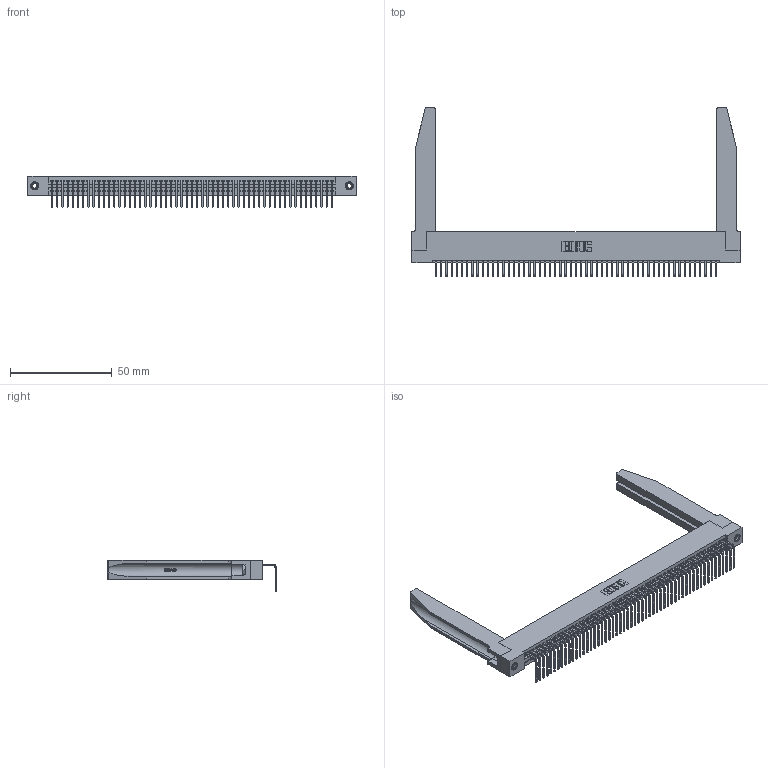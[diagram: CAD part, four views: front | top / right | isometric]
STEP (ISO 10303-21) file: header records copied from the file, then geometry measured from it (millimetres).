
FILE_DESCRIPTION (( 'STEP AP203' ), '1' );
FILE_NAME ('395-055-558-178.STEP', '2019-10-11T14:55:31', ( '' ), ( '' ), 'SwSTEP 2.0', 'SolidWorks 2016', '' );
FILE_SCHEMA (( 'CONFIG_CONTROL_DESIGN' ));
Length unit declared in the file: inch
Products named in the file (5): 345-220-078_345-220-078; 395-055-558-178; 345 Part_Flush Mounting Lugs - 0.156 Dia-TH; 345-292-001_558 Tail - 2; 345-250-001_345-250-001-102
Assembly tree (60 placements, depth 2):
  395-055-558-178
    345 Part_Flush Mounting Lugs - 0.156 Dia-TH
    345-292-001_558 Tail - 2  x55
    345-250-001_345-250-001-102  x2
    345-220-078_345-220-078  x2
Bounding box: 160.93 x 82.79 x 15.37 mm (x, y, z)
Volume: 23345.9 mm3; surface area: 28797.4 mm2
Topology: 60 solids, 60 shells, 3660 faces, 10959 edges, 7222 vertices
Faces by surface type: plane 2532, cylinder 1076, bspline 36, cone 12, torus 4
Entity records: 44468 total; most frequent: CARTESIAN_POINT 8600, ORIENTED_EDGE 7486, DIRECTION 6499, EDGE_CURVE 3743, LINE 3297, VECTOR 3297, VERTEX_POINT 2488, AXIS2_PLACEMENT_3D 1601
